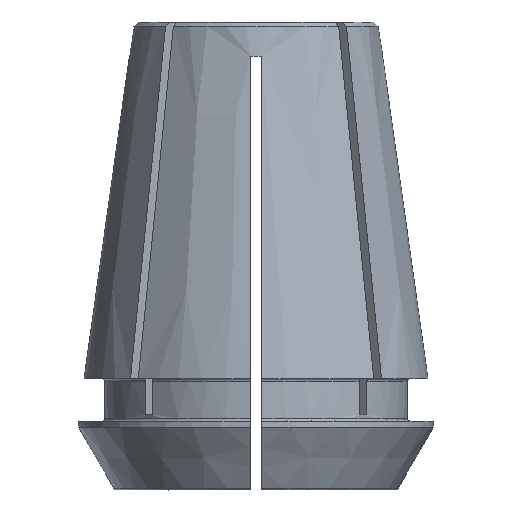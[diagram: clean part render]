
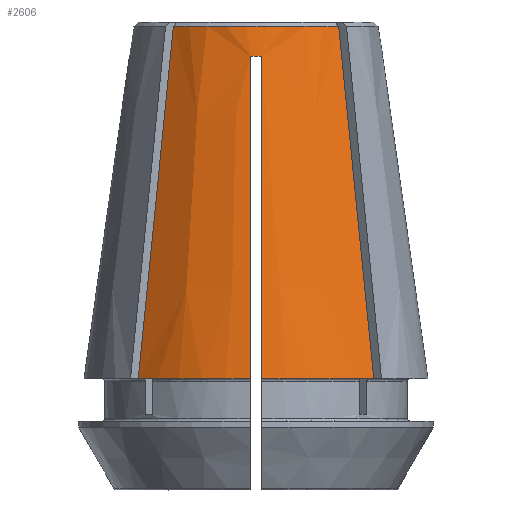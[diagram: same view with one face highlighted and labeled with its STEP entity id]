
A CAD part, front view. The second image highlights one B-rep face of the part: STEP entity #2606.
In plain terms, the highlighted conical face has half-angle 8 degrees and reference radius 8.86 mm.
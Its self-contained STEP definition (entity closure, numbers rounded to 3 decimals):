
#21=CONICAL_SURFACE('',#2798,8.86,0.14);
#99=B_SPLINE_CURVE_WITH_KNOTS('',3,(#3872,#3873,#3874,#3875,#3876,#3877,
#3878,#3879,#3880,#3881),.UNSPECIFIED.,.F.,.F.,(4,3,3,4),(0.014,
0.017,0.034,0.038),.UNSPECIFIED.);
#130=B_SPLINE_CURVE_WITH_KNOTS('',3,(#4276,#4277,#4278,#4279,#4280,#4281,
#4282),.UNSPECIFIED.,.F.,.F.,(4,3,4),(0.,0.022,
0.026),.UNSPECIFIED.);
#131=B_SPLINE_CURVE_WITH_KNOTS('',3,(#4286,#4287,#4288,#4289,#4290,#4291,
#4292),.UNSPECIFIED.,.F.,.F.,(4,3,4),(0.,0.016,
0.026),.UNSPECIFIED.);
#132=B_SPLINE_CURVE_WITH_KNOTS('',3,(#4295,#4296,#4297,#4298,#4299,#4300,
#4301,#4302,#4303,#4304),.UNSPECIFIED.,.F.,.F.,(4,3,3,4),(0.014,
0.017,0.034,0.038),.UNSPECIFIED.);
#183=CIRCLE('',#2749,9.211);
#215=CIRCLE('',#2799,12.5);
#216=CIRCLE('',#2800,8.902);
#217=CIRCLE('',#2801,12.5);
#513=ORIENTED_EDGE('',*,*,#1332,.T.);
#514=ORIENTED_EDGE('',*,*,#1333,.T.);
#515=ORIENTED_EDGE('',*,*,#1334,.F.);
#516=ORIENTED_EDGE('',*,*,#1335,.T.);
#517=ORIENTED_EDGE('',*,*,#1336,.T.);
#518=ORIENTED_EDGE('',*,*,#1194,.F.);
#519=ORIENTED_EDGE('',*,*,#1211,.F.);
#520=ORIENTED_EDGE('',*,*,#1337,.T.);
#1194=EDGE_CURVE('',#1613,#1614,#99,.T.);
#1211=EDGE_CURVE('',#1629,#1613,#183,.T.);
#1332=EDGE_CURVE('',#1736,#1737,#215,.T.);
#1333=EDGE_CURVE('',#1737,#1738,#130,.T.);
#1334=EDGE_CURVE('',#1739,#1738,#216,.T.);
#1335=EDGE_CURVE('',#1739,#1740,#131,.T.);
#1336=EDGE_CURVE('',#1740,#1614,#217,.T.);
#1337=EDGE_CURVE('',#1629,#1736,#132,.T.);
#1613=VERTEX_POINT('',#3871);
#1614=VERTEX_POINT('',#3882);
#1629=VERTEX_POINT('',#3926);
#1736=VERTEX_POINT('',#4274);
#1737=VERTEX_POINT('',#4275);
#1738=VERTEX_POINT('',#4283);
#1739=VERTEX_POINT('',#4285);
#1740=VERTEX_POINT('',#4293);
#2262=EDGE_LOOP('',(#513,#514,#515,#516,#517,#518,#519,#520));
#2402=FACE_BOUND('',#2262,.T.);
#2606=ADVANCED_FACE('',(#2402),#21,.T.);
#2749=AXIS2_PLACEMENT_3D('',#3927,#3083,#3084);
#2798=AXIS2_PLACEMENT_3D('',#4272,#3244,#3245);
#2799=AXIS2_PLACEMENT_3D('',#4273,#3246,#3247);
#2800=AXIS2_PLACEMENT_3D('',#4284,#3248,#3249);
#2801=AXIS2_PLACEMENT_3D('',#4294,#3250,#3251);
#3083=DIRECTION('',(0.,0.,-1.));
#3084=DIRECTION('',(-1.,0.,0.));
#3244=DIRECTION('',(0.,0.,-1.));
#3245=DIRECTION('',(-1.,0.,0.));
#3246=DIRECTION('',(0.,0.,1.));
#3247=DIRECTION('',(1.,0.,0.));
#3248=DIRECTION('',(0.,0.,1.));
#3249=DIRECTION('',(1.,0.,0.));
#3250=DIRECTION('',(0.,0.,1.));
#3251=DIRECTION('',(1.,0.,0.));
#3871=CARTESIAN_POINT('',(-0.4,-9.203,26.5));
#3872=CARTESIAN_POINT('',(-0.4,-9.203,26.5));
#3873=CARTESIAN_POINT('',(-0.4,-9.341,25.513));
#3874=CARTESIAN_POINT('',(-0.4,-9.48,24.527));
#3875=CARTESIAN_POINT('',(-0.4,-9.619,23.54));
#3876=CARTESIAN_POINT('',(-0.4,-10.404,17.961));
#3877=CARTESIAN_POINT('',(-0.4,-11.188,12.381));
#3878=CARTESIAN_POINT('',(-0.4,-11.973,6.802));
#3879=CARTESIAN_POINT('',(-0.4,-12.147,5.568));
#3880=CARTESIAN_POINT('',(-0.4,-12.32,4.334));
#3881=CARTESIAN_POINT('',(-0.4,-12.494,3.1));
#3882=CARTESIAN_POINT('',(-0.4,-12.494,3.1));
#3926=CARTESIAN_POINT('',(0.4,-9.203,26.5));
#3927=CARTESIAN_POINT('',(0.,0.,26.5));
#4272=CARTESIAN_POINT('',(0.,0.,29.));
#4273=CARTESIAN_POINT('',(0.,0.,3.1));
#4274=CARTESIAN_POINT('',(0.4,-12.494,3.1));
#4275=CARTESIAN_POINT('',(8.551,-9.117,3.1));
#4276=CARTESIAN_POINT('',(8.551,-9.117,3.1));
#4277=CARTESIAN_POINT('',(7.831,-8.397,10.344));
#4278=CARTESIAN_POINT('',(7.111,-7.677,17.588));
#4279=CARTESIAN_POINT('',(6.39,-6.956,24.832));
#4280=CARTESIAN_POINT('',(6.262,-6.828,26.122));
#4281=CARTESIAN_POINT('',(6.134,-6.699,27.413));
#4282=CARTESIAN_POINT('',(6.005,-6.571,28.703));
#4283=CARTESIAN_POINT('',(6.005,-6.571,28.703));
#4284=CARTESIAN_POINT('',(0.,0.,28.703));
#4285=CARTESIAN_POINT('',(-6.005,-6.571,28.703));
#4286=CARTESIAN_POINT('',(-6.005,-6.571,28.703));
#4287=CARTESIAN_POINT('',(-6.518,-7.084,23.544));
#4288=CARTESIAN_POINT('',(-7.031,-7.597,18.386));
#4289=CARTESIAN_POINT('',(-7.544,-8.11,13.227));
#4290=CARTESIAN_POINT('',(-7.88,-8.446,9.851));
#4291=CARTESIAN_POINT('',(-8.216,-8.782,6.476));
#4292=CARTESIAN_POINT('',(-8.551,-9.117,3.1));
#4293=CARTESIAN_POINT('',(-8.551,-9.117,3.1));
#4294=CARTESIAN_POINT('',(0.,0.,3.1));
#4295=CARTESIAN_POINT('',(0.4,-9.203,26.5));
#4296=CARTESIAN_POINT('',(0.4,-9.341,25.513));
#4297=CARTESIAN_POINT('',(0.4,-9.48,24.527));
#4298=CARTESIAN_POINT('',(0.4,-9.619,23.54));
#4299=CARTESIAN_POINT('',(0.4,-10.404,17.961));
#4300=CARTESIAN_POINT('',(0.4,-11.188,12.381));
#4301=CARTESIAN_POINT('',(0.4,-11.973,6.802));
#4302=CARTESIAN_POINT('',(0.4,-12.147,5.568));
#4303=CARTESIAN_POINT('',(0.4,-12.32,4.334));
#4304=CARTESIAN_POINT('',(0.4,-12.494,3.1));
